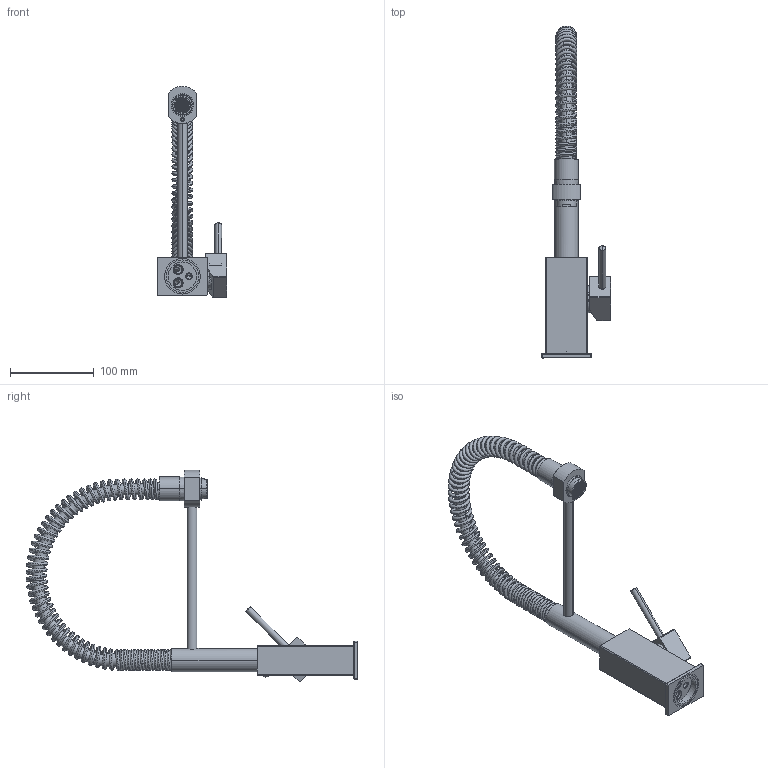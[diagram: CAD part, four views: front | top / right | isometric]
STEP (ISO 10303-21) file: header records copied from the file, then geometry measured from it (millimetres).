
FILE_DESCRIPTION((''),'2;1');
FILE_NAME('LEA176CR','2021-04-12T16:45:08',('ut3'),('PAFFONI SpA'),'CREO PARAMETRIC BY PTC INC, 2020044','CREO PARAMETRIC BY PTC INC, 2020044','');
FILE_SCHEMA(('CONFIG_CONTROL_DESIGN','SHAPE_APPEARANCE_LAYERS_GROUPS'));
Products named in the file (1): LEA176CR
Bounding box: 82.98 x 395.7 x 251.75 mm (x, y, z)
Volume: 416730.1 mm3; surface area: 161761 mm2
Topology: 5 solids, 5 shells, 2380 faces, 6947 edges, 4451 vertices
Faces by surface type: plane 1647, cylinder 366, bspline 114, cone 103, torus 78, sphere 72
Entity records: 144402 total; most frequent: CARTESIAN_POINT 59460, ORIENTED_EDGE 13736, DIRECTION 12672, EDGE_CURVE 6868, VERTEX_POINT 4451, AXIS2_PLACEMENT_3D 4240, VECTOR 4192, LINE 4192
